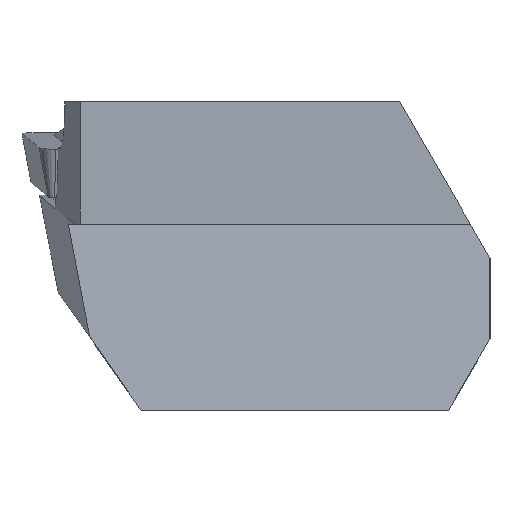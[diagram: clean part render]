
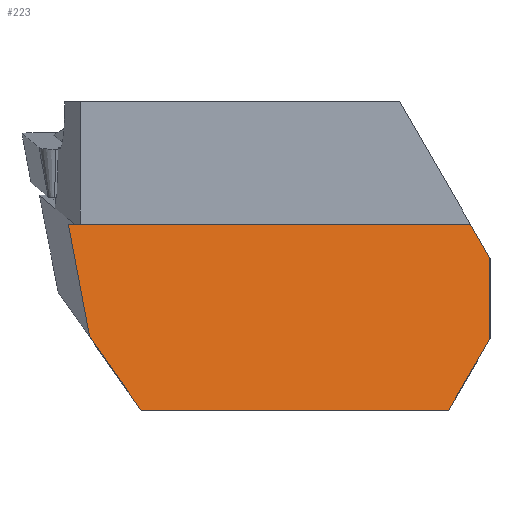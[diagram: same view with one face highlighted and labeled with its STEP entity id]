
A CAD part, top view. The second image highlights one B-rep face of the part: STEP entity #223.
In plain terms, the highlighted planar face has unit normal (0, 0.139, 0.99).
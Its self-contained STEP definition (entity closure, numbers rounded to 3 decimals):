
#223=ADVANCED_FACE('',(#335),#290,.F.);
#290=PLANE('',#1425);
#335=FACE_OUTER_BOUND('',#377,.T.);
#377=EDGE_LOOP('',(#518,#519,#520,#521,#522,#523,#524));
#518=ORIENTED_EDGE('',*,*,#976,.F.);
#519=ORIENTED_EDGE('',*,*,#977,.T.);
#520=ORIENTED_EDGE('',*,*,#978,.T.);
#521=ORIENTED_EDGE('',*,*,#979,.T.);
#522=ORIENTED_EDGE('',*,*,#961,.F.);
#523=ORIENTED_EDGE('',*,*,#975,.T.);
#524=ORIENTED_EDGE('',*,*,#980,.T.);
#828=VERTEX_POINT('',#1942);
#829=VERTEX_POINT('',#1944);
#836=VERTEX_POINT('',#1968);
#837=VERTEX_POINT('',#1972);
#838=VERTEX_POINT('',#1973);
#839=VERTEX_POINT('',#1975);
#840=VERTEX_POINT('',#1977);
#961=EDGE_CURVE('',#828,#829,#1129,.T.);
#975=EDGE_CURVE('',#828,#836,#1141,.T.);
#976=EDGE_CURVE('',#837,#838,#1142,.T.);
#977=EDGE_CURVE('',#837,#839,#1143,.T.);
#978=EDGE_CURVE('',#839,#840,#1144,.T.);
#979=EDGE_CURVE('',#840,#829,#1145,.T.);
#980=EDGE_CURVE('',#836,#838,#1146,.T.);
#1129=LINE('',#1943,#1254);
#1141=LINE('',#1969,#1266);
#1142=LINE('',#1971,#1267);
#1143=LINE('',#1974,#1268);
#1144=LINE('',#1976,#1269);
#1145=LINE('',#1978,#1270);
#1146=LINE('',#1979,#1271);
#1254=VECTOR('',#1570,1.);
#1266=VECTOR('',#1594,1.);
#1267=VECTOR('',#1597,1.);
#1268=VECTOR('',#1598,1.);
#1269=VECTOR('',#1599,1.);
#1270=VECTOR('',#1600,1.);
#1271=VECTOR('',#1601,1.);
#1425=AXIS2_PLACEMENT_3D('',#1980,#1602,#1603);
#1570=DIRECTION('',(-0.57,0.814,-0.114));
#1594=DIRECTION('',(1.,0.,0.));
#1597=DIRECTION('',(0.,-0.99,0.139));
#1598=DIRECTION('',(-0.496,0.86,-0.121));
#1599=DIRECTION('',(-1.,0.,0.));
#1600=DIRECTION('',(0.184,-0.973,0.137));
#1601=DIRECTION('',(0.496,0.86,-0.121));
#1602=DIRECTION('',(0.,-0.139,-0.99));
#1603=DIRECTION('',(0.,0.99,-0.139));
#1942=CARTESIAN_POINT('',(-22.669,-16.9,1.701));
#1943=CARTESIAN_POINT('',(-25.677,-12.603,1.097));
#1944=CARTESIAN_POINT('',(-26.014,-12.122,1.029));
#1968=CARTESIAN_POINT('',(-2.643,-16.9,1.701));
#1969=CARTESIAN_POINT('',(-14.313,-16.9,1.701));
#1971=CARTESIAN_POINT('',(0.05,-4.8,0.));
#1972=CARTESIAN_POINT('',(0.05,-7.015,0.311));
#1973=CARTESIAN_POINT('',(0.05,-12.236,1.045));
#1974=CARTESIAN_POINT('',(-4.452,0.783,-0.785));
#1975=CARTESIAN_POINT('',(-1.229,-4.8,0.));
#1976=CARTESIAN_POINT('',(-31.,-4.8,0.));
#1977=CARTESIAN_POINT('',(-27.398,-4.8,0.));
#1978=CARTESIAN_POINT('',(-26.955,-7.142,0.329));
#1979=CARTESIAN_POINT('',(-1.425,-14.791,1.404));
#1980=CARTESIAN_POINT('',(-14.313,-4.8,0.));
